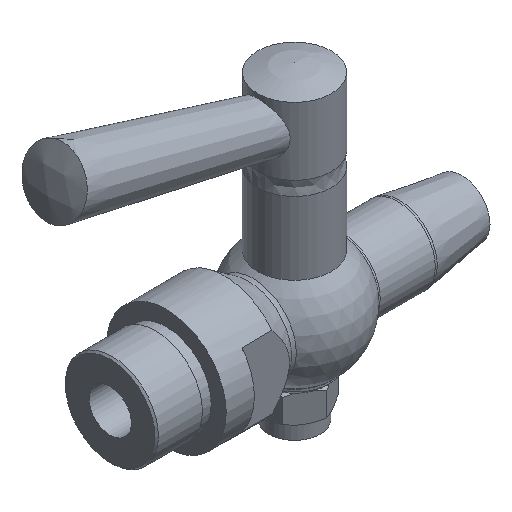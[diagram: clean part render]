
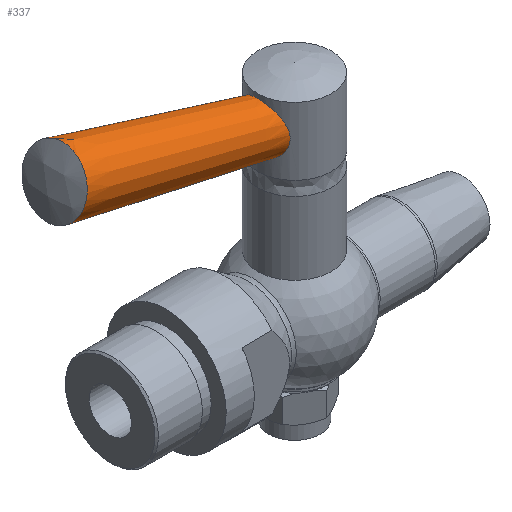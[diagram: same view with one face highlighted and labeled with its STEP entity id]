
A CAD part, isometric view. The second image highlights one B-rep face of the part: STEP entity #337.
In plain terms, the highlighted conical face has half-angle 2.028 degrees and reference radius 7.75 mm.
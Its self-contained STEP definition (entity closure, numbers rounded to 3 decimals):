
#232=CARTESIAN_POINT('',(18.3,0.0,55.139));
#233=DIRECTION('',(-0.966,0.0,0.259));
#234=DIRECTION('',(0.259,0.0,0.966));
#235=AXIS2_PLACEMENT_3D('',#232,#233,#234);
#236=CONICAL_SURFACE('',#235,7.75,2.028);
#237=CARTESIAN_POINT('',(-13.477,0.0,72.971));
#238=VERTEX_POINT('',#237);
#239=CARTESIAN_POINT('',(-15.806,0.0,64.277));
#240=DIRECTION('',(-0.966,0.0,0.259));
#241=DIRECTION('',(0.259,0.0,0.966));
#242=AXIS2_PLACEMENT_3D('',#239,#240,#241);
#243=CIRCLE('',#242,9.);
#244=EDGE_CURVE('',#238,#238,#243,.T.);
#245=ORIENTED_EDGE('',*,*,#244,.F.);
#246=EDGE_LOOP('',(#245));
#247=FACE_OUTER_BOUND('',#246,.T.);
#248=CARTESIAN_POINT('',(44.4,-6.794,48.212));
#249=VERTEX_POINT('',#248);
#250=CARTESIAN_POINT('',(44.4,-6.794,48.212));
#251=CARTESIAN_POINT('',(44.4,-6.794,47.615));
#252=CARTESIAN_POINT('',(44.336,-6.72,46.999));
#253=CARTESIAN_POINT('',(44.208,-6.561,46.411));
#254=CARTESIAN_POINT('',(44.063,-6.379,45.739));
#255=CARTESIAN_POINT('',(43.838,-6.086,45.106));
#256=CARTESIAN_POINT('',(43.591,-5.706,44.555));
#257=CARTESIAN_POINT('',(43.469,-5.517,44.281));
#258=CARTESIAN_POINT('',(43.343,-5.308,44.028));
#259=CARTESIAN_POINT('',(43.219,-5.085,43.797));
#260=CARTESIAN_POINT('',(43.105,-4.879,43.584));
#261=CARTESIAN_POINT('',(42.994,-4.663,43.39));
#262=CARTESIAN_POINT('',(42.884,-4.425,43.206));
#263=CARTESIAN_POINT('',(42.631,-3.882,42.785));
#264=CARTESIAN_POINT('',(42.393,-3.239,42.433));
#265=CARTESIAN_POINT('',(42.219,-2.546,42.187));
#266=CARTESIAN_POINT('',(42.101,-2.072,42.018));
#267=CARTESIAN_POINT('',(42.012,-1.574,41.897));
#268=CARTESIAN_POINT('',(41.961,-1.074,41.827));
#269=CARTESIAN_POINT('',(41.925,-0.719,41.778));
#270=CARTESIAN_POINT('',(41.906,-0.364,41.753));
#271=CARTESIAN_POINT('',(41.906,-0.016,41.753));
#272=CARTESIAN_POINT('',(41.906,0.259,41.752));
#273=CARTESIAN_POINT('',(41.916,0.538,41.766));
#274=CARTESIAN_POINT('',(41.938,0.819,41.796));
#275=CARTESIAN_POINT('',(41.994,1.538,41.872));
#276=CARTESIAN_POINT('',(42.129,2.261,42.054));
#277=CARTESIAN_POINT('',(42.321,2.924,42.334));
#278=CARTESIAN_POINT('',(42.446,3.353,42.514));
#279=CARTESIAN_POINT('',(42.593,3.757,42.735));
#280=CARTESIAN_POINT('',(42.75,4.124,42.987));
#281=CARTESIAN_POINT('',(42.845,4.348,43.14));
#282=CARTESIAN_POINT('',(42.944,4.558,43.305));
#283=CARTESIAN_POINT('',(43.043,4.752,43.478));
#284=CARTESIAN_POINT('',(43.134,4.932,43.638));
#285=CARTESIAN_POINT('',(43.227,5.103,43.808));
#286=CARTESIAN_POINT('',(43.322,5.266,43.993));
#287=CARTESIAN_POINT('',(43.567,5.688,44.47));
#288=CARTESIAN_POINT('',(43.815,6.046,45.034));
#289=CARTESIAN_POINT('',(44.008,6.302,45.651));
#290=CARTESIAN_POINT('',(44.178,6.529,46.197));
#291=CARTESIAN_POINT('',(44.302,6.678,46.787));
#292=CARTESIAN_POINT('',(44.36,6.746,47.381));
#293=CARTESIAN_POINT('',(44.389,6.781,47.681));
#294=CARTESIAN_POINT('',(44.402,6.796,47.981));
#295=CARTESIAN_POINT('',(44.4,6.793,48.278));
#296=CARTESIAN_POINT('',(44.394,6.787,49.048));
#297=CARTESIAN_POINT('',(44.283,6.66,49.843));
#298=CARTESIAN_POINT('',(44.104,6.428,50.603));
#299=CARTESIAN_POINT('',(43.887,6.149,51.518));
#300=CARTESIAN_POINT('',(43.578,5.717,52.382));
#301=CARTESIAN_POINT('',(43.28,5.192,53.114));
#302=CARTESIAN_POINT('',(43.172,5.003,53.378));
#303=CARTESIAN_POINT('',(43.067,4.805,53.623));
#304=CARTESIAN_POINT('',(42.96,4.585,53.862));
#305=CARTESIAN_POINT('',(42.718,4.087,54.404));
#306=CARTESIAN_POINT('',(42.477,3.486,54.898));
#307=CARTESIAN_POINT('',(42.29,2.814,55.268));
#308=CARTESIAN_POINT('',(42.117,2.193,55.61));
#309=CARTESIAN_POINT('',(41.992,1.51,55.847));
#310=CARTESIAN_POINT('',(41.937,0.813,55.95));
#311=CARTESIAN_POINT('',(41.889,0.194,56.041));
#312=CARTESIAN_POINT('',(41.897,-0.433,56.027));
#313=CARTESIAN_POINT('',(41.958,-1.049,55.91));
#314=CARTESIAN_POINT('',(42.031,-1.773,55.772));
#315=CARTESIAN_POINT('',(42.18,-2.474,55.489));
#316=CARTESIAN_POINT('',(42.375,-3.102,55.099));
#317=CARTESIAN_POINT('',(42.572,-3.74,54.704));
#318=CARTESIAN_POINT('',(42.814,-4.304,54.198));
#319=CARTESIAN_POINT('',(43.05,-4.766,53.658));
#320=CARTESIAN_POINT('',(43.131,-4.925,53.473));
#321=CARTESIAN_POINT('',(43.211,-5.072,53.283));
#322=CARTESIAN_POINT('',(43.293,-5.216,53.082));
#323=CARTESIAN_POINT('',(43.576,-5.711,52.383));
#324=CARTESIAN_POINT('',(43.869,-6.122,51.566));
#325=CARTESIAN_POINT('',(44.08,-6.398,50.7));
#326=CARTESIAN_POINT('',(44.258,-6.63,49.97));
#327=CARTESIAN_POINT('',(44.376,-6.766,49.204));
#328=CARTESIAN_POINT('',(44.397,-6.79,48.458));
#329=CARTESIAN_POINT('',(44.399,-6.792,48.375));
#330=CARTESIAN_POINT('',(44.4,-6.794,48.294));
#331=CARTESIAN_POINT('',(44.4,-6.794,48.212));
#332=B_SPLINE_CURVE_WITH_KNOTS('',3,(#250,#251,#252,#253,#254,#255,#256,#257,#258,#259,#260,#261,#262,#263,#264,#265,#266,#267,#268,#269,#270,#271,#272,#273,#274,#275,#276,#277,#278,#279,#280,#281,#282,#283,#284,#285,#286,#287,#288,#289,#290,#291,#292,#293,#294,#295,#296,#297,#298,#299,#300,#301,#302,#303,#304,#305,#306,#307,#308,#309,#310,#311,#312,#313,#314,#315,#316,#317,#318,#319,#320,#321,#322,#323,#324,#325,#326,#327,#328,#329,#330,#331),.UNSPECIFIED.,.T.,.U.,(4,3,3,3,3,3,3,3,3,3,3,3,3,3,3,3,3,3,3,3,3,3,3,3,3,3,3,4),(0.0,0.179,0.384,0.485,0.579,0.793,0.94,1.044,1.126,1.337,1.474,1.557,1.634,1.833,2.008,2.097,2.328,2.606,2.706,2.933,3.142,3.328,3.547,3.769,3.845,4.109,4.332,4.356),.UNSPECIFIED.);
#333=EDGE_CURVE('',#249,#249,#332,.T.);
#334=ORIENTED_EDGE('',*,*,#333,.F.);
#335=EDGE_LOOP('',(#334));
#336=FACE_BOUND('',#335,.T.);
#337=ADVANCED_FACE('',(#247,#336),#236,.T.);
